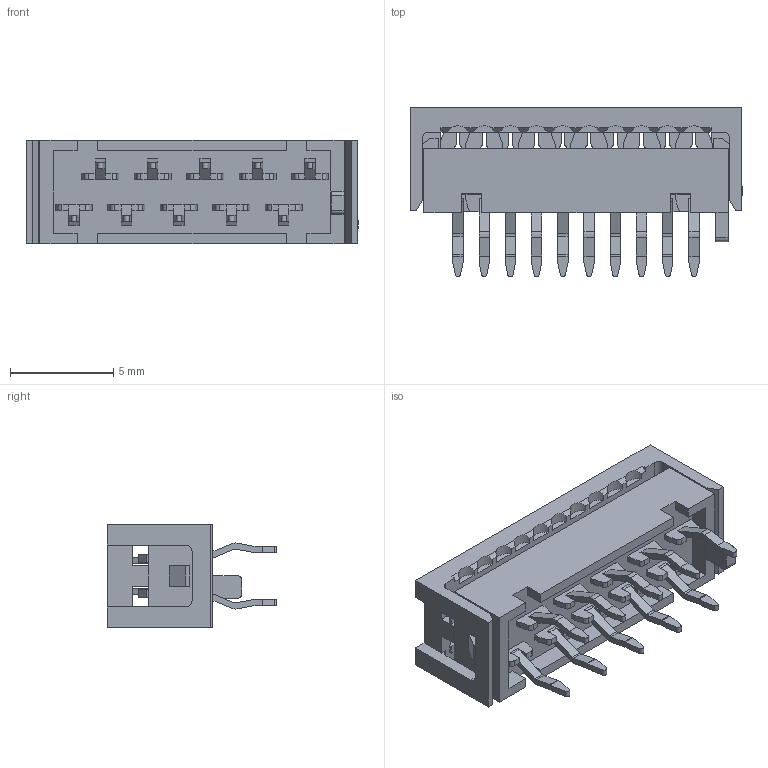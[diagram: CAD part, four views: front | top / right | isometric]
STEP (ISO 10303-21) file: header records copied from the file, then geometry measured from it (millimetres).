
FILE_DESCRIPTION( ('This file contains a STEP AP42 implementation' ,'as created by ZW3D STEP Interface translator.') ,'2;1' );
FILE_NAME( '3900-10MISNANT01.stp' ,'231211.162351', (''), ('ZWCAD Software Co.'), 'Version 1.0', 'ZW3D to STEP translator', '' );
FILE_SCHEMA(('AUTOMOTIVE_DESIGN { 1 0 10303 214 1 1 1 1 }'));
Length unit declared in the file: millimetre
Products named in the file (2): 0; 3900-10MISNANT01
Bounding box: 16.07 x 8.2 x 5 mm (x, y, z)
Volume: 295.4 mm3; surface area: 691.6 mm2
Topology: 1 solids, 1 shells, 632 faces, 1840 edges, 1216 vertices
Faces by surface type: plane 492, cylinder 140
Entity records: 21462 total; most frequent: CARTESIAN_POINT 3809, ORIENTED_EDGE 3680, DIRECTION 3346, EDGE_CURVE 1840, VECTOR 1520, LINE 1520, VERTEX_POINT 1216, AXIS2_PLACEMENT_3D 913
